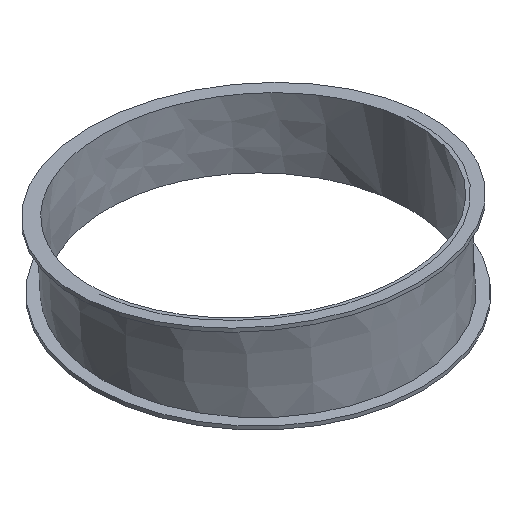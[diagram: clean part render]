
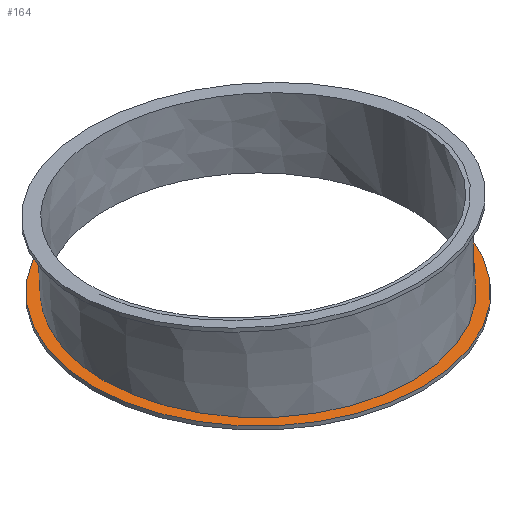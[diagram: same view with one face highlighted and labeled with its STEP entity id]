
A CAD part, isometric view. The second image highlights one B-rep face of the part: STEP entity #164.
In plain terms, the highlighted planar face has unit normal (0, 0, 1).
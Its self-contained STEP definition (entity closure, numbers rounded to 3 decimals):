
#19=PLANE('',#180);
#24=FACE_BOUND('',#45,.T.);
#33=FACE_OUTER_BOUND('',#44,.T.);
#44=EDGE_LOOP('',(#120));
#45=EDGE_LOOP('',(#121,#122,#123));
#60=CIRCLE('',#176,89.);
#61=CIRCLE('',#178,95.);
#69=B_SPLINE_CURVE_WITH_KNOTS('',3,(#254,#255,#256,#257),.UNSPECIFIED.,
 .F.,.F.,(4,4),(-4.045,-4.038),.UNSPECIFIED.);
#70=B_SPLINE_CURVE_WITH_KNOTS('',3,(#258,#259,#260,#261,#262,#263,#264,
#265,#266,#267,#268,#269,#270,#271,#272,#273,#274,#275,#276,#277,#278,#279,
#280),.UNSPECIFIED.,.F.,.F.,(4,2,3,2,2,2,2,2,2,2,4),(-4.038,
-3.477,0.,1.968,3.936,7.411,
10.888,14.365,17.843,21.321,24.01),
 .UNSPECIFIED.);
#79=VERTEX_POINT('',#228);
#81=VERTEX_POINT('',#238);
#82=VERTEX_POINT('',#248);
#84=VERTEX_POINT('',#253);
#97=EDGE_CURVE('',#79,#81,#60,.T.);
#98=EDGE_CURVE('',#82,#82,#61,.T.);
#100=EDGE_CURVE('',#79,#84,#69,.T.);
#101=EDGE_CURVE('',#84,#81,#70,.T.);
#120=ORIENTED_EDGE('',*,*,#98,.F.);
#121=ORIENTED_EDGE('',*,*,#100,.F.);
#122=ORIENTED_EDGE('',*,*,#97,.T.);
#123=ORIENTED_EDGE('',*,*,#101,.F.);
#164=ADVANCED_FACE('',(#33,#24),#19,.T.);
#176=AXIS2_PLACEMENT_3D('',#246,#196,#197);
#178=AXIS2_PLACEMENT_3D('',#249,#200,#201);
#180=AXIS2_PLACEMENT_3D('',#252,#204,#205);
#196=DIRECTION('center_axis',(0.,0.,-1.));
#197=DIRECTION('ref_axis',(1.,0.,0.));
#200=DIRECTION('center_axis',(0.,0.,-1.));
#201=DIRECTION('ref_axis',(1.,0.,0.));
#204=DIRECTION('center_axis',(0.,0.,1.));
#205=DIRECTION('ref_axis',(1.,0.,0.));
#228=CARTESIAN_POINT('',(89.005,0.459,8.));
#238=CARTESIAN_POINT('',(-89.,0.459,8.));
#246=CARTESIAN_POINT('Origin',(0.,0.393,8.));
#248=CARTESIAN_POINT('',(-95.,0.393,8.));
#249=CARTESIAN_POINT('Origin',(0.,0.393,8.));
#252=CARTESIAN_POINT('Origin',(0.,0.393,8.));
#253=CARTESIAN_POINT('',(89.,0.524,8.));
#254=CARTESIAN_POINT('Ctrl Pts',(89.005,0.459,8.));
#255=CARTESIAN_POINT('Ctrl Pts',(89.005,0.481,8.));
#256=CARTESIAN_POINT('Ctrl Pts',(89.005,0.503,8.));
#257=CARTESIAN_POINT('Ctrl Pts',(89.005,0.524,8.));
#258=CARTESIAN_POINT('Ctrl Pts',(89.,0.524,8.));
#259=CARTESIAN_POINT('Ctrl Pts',(89.,2.389,8.));
#260=CARTESIAN_POINT('Ctrl Pts',(88.941,4.256,8.));
#261=CARTESIAN_POINT('Ctrl Pts',(88.095,17.689,8.));
#262=CARTESIAN_POINT('Ctrl Pts',(85.114,29.005,8.));
#263=CARTESIAN_POINT('Ctrl Pts',(80.048,39.43,8.));
#264=CARTESIAN_POINT('Ctrl Pts',(77.181,45.329,8.));
#265=CARTESIAN_POINT('Ctrl Pts',(73.671,50.894,8.));
#266=CARTESIAN_POINT('Ctrl Pts',(65.492,61.151,8.));
#267=CARTESIAN_POINT('Ctrl Pts',(60.847,65.812,8.));
#268=CARTESIAN_POINT('Ctrl Pts',(46.701,77.176,8.));
#269=CARTESIAN_POINT('Ctrl Pts',(36.339,82.598,8.));
#270=CARTESIAN_POINT('Ctrl Pts',(14.117,89.168,8.));
#271=CARTESIAN_POINT('Ctrl Pts',(2.469,90.251,8.));
#272=CARTESIAN_POINT('Ctrl Pts',(-20.591,87.891,8.));
#273=CARTESIAN_POINT('Ctrl Pts',(-31.782,84.469,8.));
#274=CARTESIAN_POINT('Ctrl Pts',(-52.223,73.526,8.));
#275=CARTESIAN_POINT('Ctrl Pts',(-61.277,66.109,8.));
#276=CARTESIAN_POINT('Ctrl Pts',(-76.03,48.224,8.));
#277=CARTESIAN_POINT('Ctrl Pts',(-81.589,37.926,8.));
#278=CARTESIAN_POINT('Ctrl Pts',(-87.668,18.291,8.));
#279=CARTESIAN_POINT('Ctrl Pts',(-89.007,9.392,8.));
#280=CARTESIAN_POINT('Ctrl Pts',(-89.,0.459,8.));
